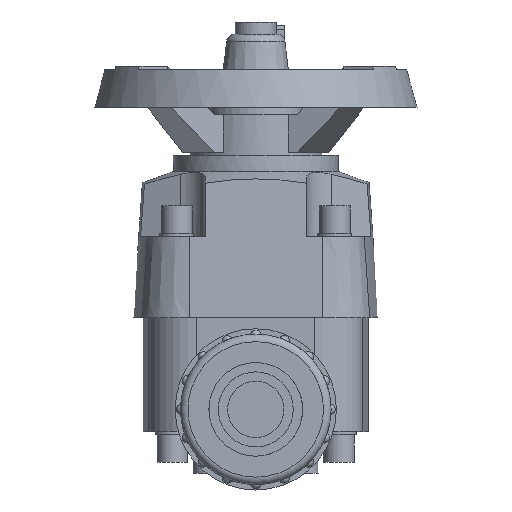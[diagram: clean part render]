
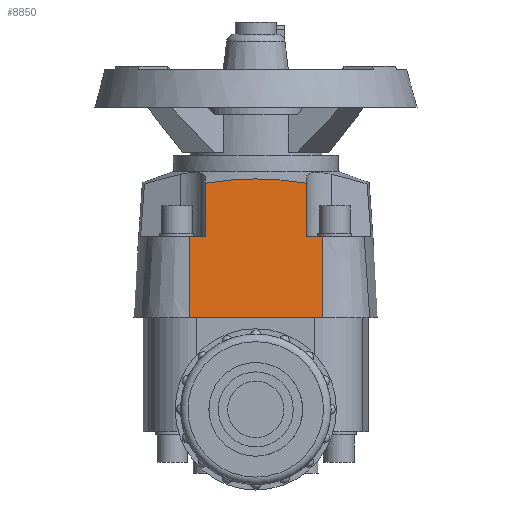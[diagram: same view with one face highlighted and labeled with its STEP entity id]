
A CAD part, left-side view. The second image highlights one B-rep face of the part: STEP entity #8850.
In plain terms, the highlighted planar face has unit normal (-0.998, 0, 0.07).
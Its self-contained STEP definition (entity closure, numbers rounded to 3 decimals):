
#481=CARTESIAN_POINT('',(-27.493,-13.5,60.3));
#482=VERTEX_POINT('',#481);
#483=CARTESIAN_POINT('',(-27.412,0.,61.46));
#484=VERTEX_POINT('',#483);
#485=CARTESIAN_POINT('',(-27.493,-13.5,60.3));
#486=CARTESIAN_POINT('',(-27.412,-6.367,61.46));
#487=CARTESIAN_POINT('',(-27.412,0.,61.46));
#495=(BOUNDED_CURVE()B_SPLINE_CURVE(2,(#485,#486,#487),.UNSPECIFIED.,.F.,.U.)B_SPLINE_CURVE_WITH_KNOTS((3,3),(42.241,65.77),.UNSPECIFIED.)CURVE()GEOMETRIC_REPRESENTATION_ITEM()RATIONAL_B_SPLINE_CURVE((1.694,1.796,1.796))REPRESENTATION_ITEM(''));
#496=EDGE_CURVE('',#482,#484,#495,.T.);
#731=CARTESIAN_POINT('',(-27.493,13.5,60.3));
#732=VERTEX_POINT('',#731);
#746=CARTESIAN_POINT('',(-27.412,0.,61.46));
#747=CARTESIAN_POINT('',(-27.412,6.367,61.46));
#748=CARTESIAN_POINT('',(-27.493,13.5,60.3));
#756=(BOUNDED_CURVE()B_SPLINE_CURVE(2,(#746,#747,#748),.UNSPECIFIED.,.F.,.U.)B_SPLINE_CURVE_WITH_KNOTS((3,3),(65.77,89.3),.UNSPECIFIED.)CURVE()GEOMETRIC_REPRESENTATION_ITEM()RATIONAL_B_SPLINE_CURVE((1.796,1.796,1.694))REPRESENTATION_ITEM(''));
#757=EDGE_CURVE('',#484,#732,#756,.T.);
#7874=CARTESIAN_POINT('',(-30.0,-17.737,24.45));
#7875=VERTEX_POINT('',#7874);
#7883=CARTESIAN_POINT('',(-30.,17.737,24.45));
#7884=VERTEX_POINT('',#7883);
#7885=CARTESIAN_POINT('',(-30.0,17.737,24.45));
#7886=DIRECTION('',(0.0,-1.0,0.0));
#7887=VECTOR('',#7886,35.475);
#7888=LINE('',#7885,#7887);
#7889=EDGE_CURVE('',#7884,#7875,#7888,.T.);
#8380=CARTESIAN_POINT('',(-28.486,-13.5,46.096));
#8381=VERTEX_POINT('',#8380);
#8382=CARTESIAN_POINT('',(-28.486,-13.5,46.096));
#8383=DIRECTION('',(0.07,0.0,0.998));
#8384=VECTOR('',#8383,14.238);
#8385=LINE('',#8382,#8384);
#8386=EDGE_CURVE('',#8381,#482,#8385,.T.);
#8467=CARTESIAN_POINT('',(-28.486,-17.737,46.096));
#8468=VERTEX_POINT('',#8467);
#8469=CARTESIAN_POINT('',(-28.486,-17.737,46.096));
#8470=DIRECTION('',(0.0,1.0,0.0));
#8471=VECTOR('',#8470,4.237);
#8472=LINE('',#8469,#8471);
#8473=EDGE_CURVE('',#8468,#8381,#8472,.T.);
#8505=CARTESIAN_POINT('',(-28.486,13.5,46.096));
#8506=VERTEX_POINT('',#8505);
#8507=CARTESIAN_POINT('',(-28.486,17.737,46.096));
#8508=VERTEX_POINT('',#8507);
#8509=CARTESIAN_POINT('',(-28.486,13.5,46.096));
#8510=DIRECTION('',(0.0,1.0,0.0));
#8511=VECTOR('',#8510,4.237);
#8512=LINE('',#8509,#8511);
#8513=EDGE_CURVE('',#8506,#8508,#8512,.T.);
#8613=CARTESIAN_POINT('',(-27.493,13.5,60.3));
#8614=DIRECTION('',(-0.07,0.0,-0.998));
#8615=VECTOR('',#8614,14.238);
#8616=LINE('',#8613,#8615);
#8617=EDGE_CURVE('',#732,#8506,#8616,.T.);
#8638=CARTESIAN_POINT('',(-30.,17.737,24.45));
#8639=DIRECTION('',(0.07,0.,0.998));
#8640=VECTOR('',#8639,21.699);
#8641=LINE('',#8638,#8640);
#8642=EDGE_CURVE('',#7884,#8508,#8641,.T.);
#8823=CARTESIAN_POINT('',(-30.0,-17.737,24.45));
#8824=DIRECTION('',(0.07,0.0,0.998));
#8825=VECTOR('',#8824,21.699);
#8826=LINE('',#8823,#8825);
#8827=EDGE_CURVE('',#7875,#8468,#8826,.T.);
#8834=CARTESIAN_POINT('',(-30.0,-17.737,24.45));
#8835=DIRECTION('',(-0.998,0.0,0.07));
#8836=DIRECTION('',(0.07,0.0,0.998));
#8837=AXIS2_PLACEMENT_3D('',#8834,#8835,#8836);
#8838=PLANE('',#8837);
#8839=ORIENTED_EDGE('',*,*,#8386,.T.);
#8840=ORIENTED_EDGE('',*,*,#496,.T.);
#8841=ORIENTED_EDGE('',*,*,#757,.T.);
#8842=ORIENTED_EDGE('',*,*,#8617,.T.);
#8843=ORIENTED_EDGE('',*,*,#8513,.T.);
#8844=ORIENTED_EDGE('',*,*,#8642,.F.);
#8845=ORIENTED_EDGE('',*,*,#7889,.T.);
#8846=ORIENTED_EDGE('',*,*,#8827,.T.);
#8847=ORIENTED_EDGE('',*,*,#8473,.T.);
#8848=EDGE_LOOP('',(#8839,#8840,#8841,#8842,#8843,#8844,#8845,#8846,#8847));
#8849=FACE_OUTER_BOUND('',#8848,.T.);
#8850=ADVANCED_FACE('',(#8849),#8838,.T.);
